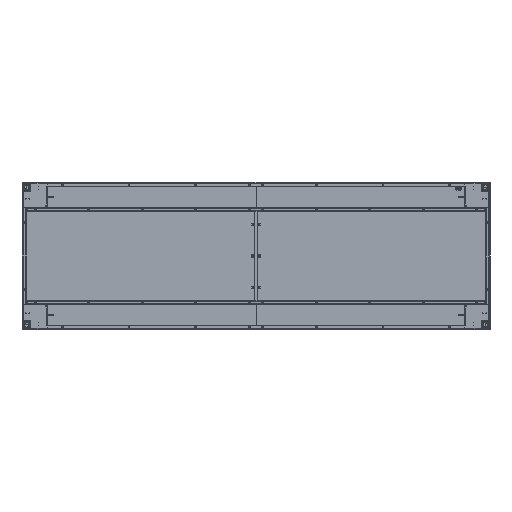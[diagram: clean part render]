
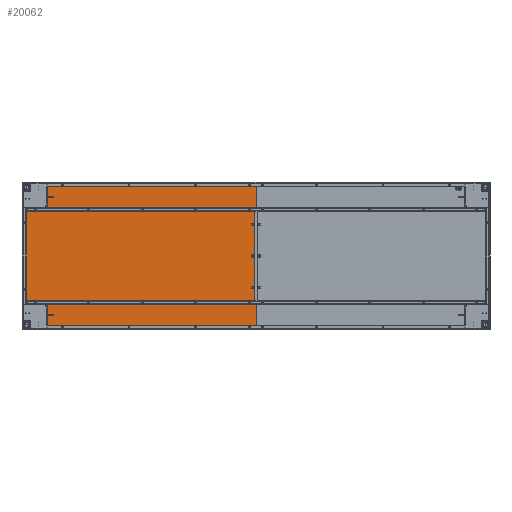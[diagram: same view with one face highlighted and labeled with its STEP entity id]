
A CAD part, front view. The second image highlights one B-rep face of the part: STEP entity #20062.
In plain terms, the highlighted planar face has unit normal (0, -1, 0).
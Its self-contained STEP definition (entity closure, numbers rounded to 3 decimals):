
#426 = ORIENTED_EDGE ( 'NONE', *, *, #24750, .T. ) ;
#1879 = VECTOR ( 'NONE', #46410, 1000. ) ;
#2908 = PLANE ( 'NONE',  #25679 ) ;
#4010 = EDGE_CURVE ( 'NONE', #18392, #47183, #26202, .T. ) ;
#4958 = ORIENTED_EDGE ( 'NONE', *, *, #4010, .T. ) ;
#7207 = DIRECTION ( 'NONE',  ( -1., 0., 0. ) ) ;
#8950 = CARTESIAN_POINT ( 'NONE',  ( 0., 707.9, -549. ) ) ;
#10136 = DIRECTION ( 'NONE',  ( 0., 1., 0. ) ) ;
#10808 = CARTESIAN_POINT ( 'NONE',  ( 0., 707.9, 549. ) ) ;
#12191 = VERTEX_POINT ( 'NONE', #33364 ) ;
#14418 = ORIENTED_EDGE ( 'NONE', *, *, #27157, .T. ) ;
#17600 = CARTESIAN_POINT ( 'NONE',  ( 0., 707.9, 0. ) ) ;
#18392 = VERTEX_POINT ( 'NONE', #25145 ) ;
#19093 = CARTESIAN_POINT ( 'NONE',  ( -1749., 707.9, 0. ) ) ;
#20062 = ADVANCED_FACE ( 'NONE', ( #29172 ), #2908, .F. ) ;
#20376 = LINE ( 'NONE', #35085, #1879 ) ;
#21370 = EDGE_LOOP ( 'NONE', ( #4958, #32815, #14418, #426 ) ) ;
#22311 = VECTOR ( 'NONE', #40915, 1000. ) ;
#23471 = VERTEX_POINT ( 'NONE', #24663 ) ;
#24663 = CARTESIAN_POINT ( 'NONE',  ( -1749., 707.9, 549. ) ) ;
#24750 = EDGE_CURVE ( 'NONE', #23471, #18392, #36729, .T. ) ;
#25145 = CARTESIAN_POINT ( 'NONE',  ( -1749., 707.9, -549. ) ) ;
#25527 = LINE ( 'NONE', #10808, #42322 ) ;
#25679 = AXIS2_PLACEMENT_3D ( 'NONE', #17600, #10136, #39799 ) ;
#26202 = LINE ( 'NONE', #29606, #22311 ) ;
#27157 = EDGE_CURVE ( 'NONE', #12191, #23471, #25527, .T. ) ;
#29172 = FACE_OUTER_BOUND ( 'NONE', #21370, .T. ) ;
#29606 = CARTESIAN_POINT ( 'NONE',  ( 0., 707.9, -549. ) ) ;
#32815 = ORIENTED_EDGE ( 'NONE', *, *, #40931, .T. ) ;
#33364 = CARTESIAN_POINT ( 'NONE',  ( 0., 707.9, 549. ) ) ;
#35085 = CARTESIAN_POINT ( 'NONE',  ( 0., 707.9, 0. ) ) ;
#36729 = LINE ( 'NONE', #19093, #46196 ) ;
#39799 = DIRECTION ( 'NONE',  ( 0., 0., 1. ) ) ;
#40915 = DIRECTION ( 'NONE',  ( 1., 0., 0. ) ) ;
#40931 = EDGE_CURVE ( 'NONE', #47183, #12191, #20376, .T. ) ;
#42322 = VECTOR ( 'NONE', #7207, 1000. ) ;
#43955 = DIRECTION ( 'NONE',  ( 0., 0., -1. ) ) ;
#46196 = VECTOR ( 'NONE', #43955, 1000. ) ;
#46410 = DIRECTION ( 'NONE',  ( 0., 0., 1. ) ) ;
#47183 = VERTEX_POINT ( 'NONE', #8950 ) ;
